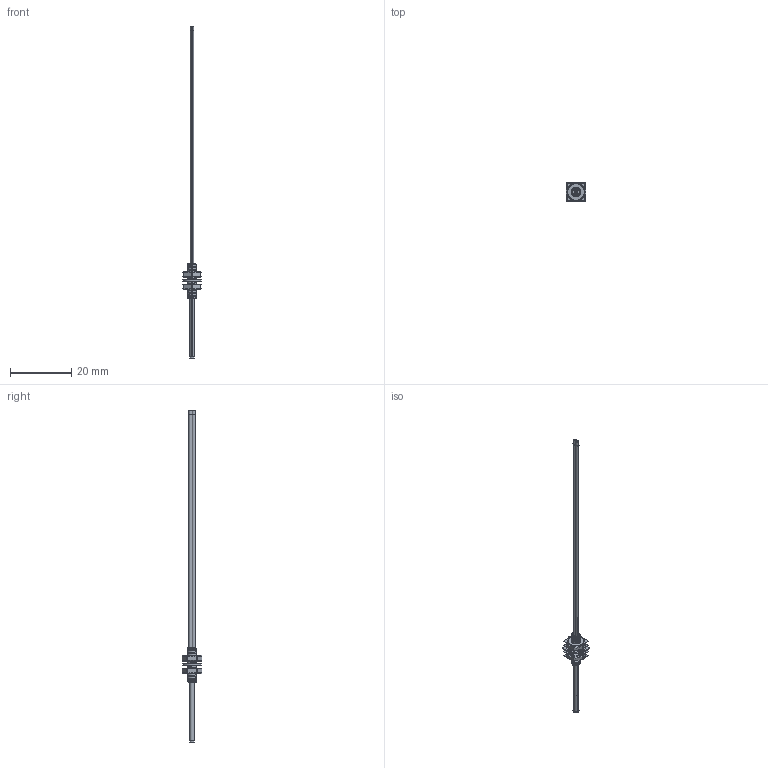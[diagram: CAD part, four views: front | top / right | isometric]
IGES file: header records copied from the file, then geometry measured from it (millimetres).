
Start section:  PTC IGES file: 193995.igs
Global section: file name: 193995.igs; native system: Creo Parametric by Parametric Technology Corporation; preprocessor: 2013230; author: PDMAdmin; organization: Unknown; date: 20160322.143113; units: millimetre
Bounding box: 6.36 x 6.41 x 108.27 mm (x, y, z)
Volume: 238.5 mm3; surface area: 9081.9 mm2
Topology: 10 solids, 10 shells, 476 faces, 2488 edges, 3210 vertices
Faces by surface type: revolution 344, bspline 132
